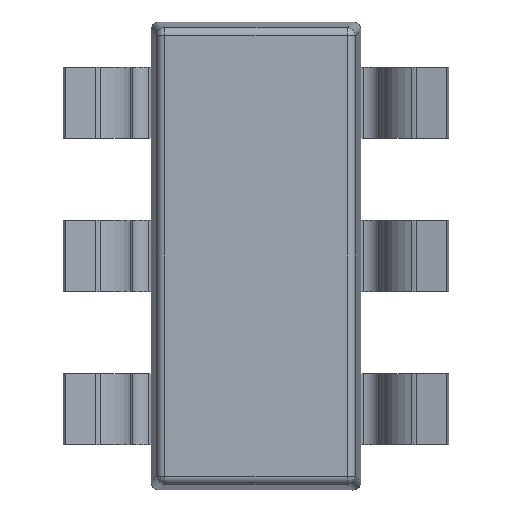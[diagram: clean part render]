
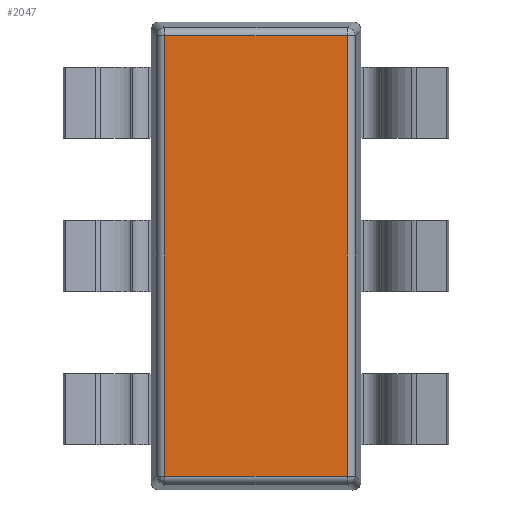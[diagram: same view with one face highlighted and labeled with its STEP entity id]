
A CAD part, front view. The second image highlights one B-rep face of the part: STEP entity #2047.
In plain terms, the highlighted planar face has unit normal (0, -1, 0).
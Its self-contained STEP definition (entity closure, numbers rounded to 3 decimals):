
#1144 = VERTEX_POINT('',#1145);
#1145 = CARTESIAN_POINT('',(-0.564,0.057,1.366));
#1154 = VERTEX_POINT('',#1155);
#1155 = CARTESIAN_POINT('',(-0.564,0.057,-1.366));
#1162 = EDGE_CURVE('',#1154,#1144,#1163,.T.);
#1163 = LINE('',#1164,#1165);
#1164 = CARTESIAN_POINT('',(-0.564,0.057,1.45));
#1165 = VECTOR('',#1166,1.);
#1166 = DIRECTION('',(0.,0.,1.));
#2047 = ADVANCED_FACE('',(#2048),#2073,.F.);
#2048 = FACE_BOUND('',#2049,.T.);
#2049 = EDGE_LOOP('',(#2050,#2058,#2059,#2067));
#2050 = ORIENTED_EDGE('',*,*,#2051,.F.);
#2051 = EDGE_CURVE('',#1144,#2052,#2054,.T.);
#2052 = VERTEX_POINT('',#2053);
#2053 = CARTESIAN_POINT('',(0.564,0.057,1.366));
#2054 = LINE('',#2055,#2056);
#2055 = CARTESIAN_POINT('',(0.608,0.057,1.366));
#2056 = VECTOR('',#2057,1.);
#2057 = DIRECTION('',(1.,0.,0.));
#2058 = ORIENTED_EDGE('',*,*,#1162,.F.);
#2059 = ORIENTED_EDGE('',*,*,#2060,.F.);
#2060 = EDGE_CURVE('',#2061,#1154,#2063,.T.);
#2061 = VERTEX_POINT('',#2062);
#2062 = CARTESIAN_POINT('',(0.564,0.057,-1.366));
#2063 = LINE('',#2064,#2065);
#2064 = CARTESIAN_POINT('',(0.608,0.057,-1.366));
#2065 = VECTOR('',#2066,1.);
#2066 = DIRECTION('',(-1.,0.,0.));
#2067 = ORIENTED_EDGE('',*,*,#2068,.F.);
#2068 = EDGE_CURVE('',#2052,#2061,#2069,.T.);
#2069 = LINE('',#2070,#2071);
#2070 = CARTESIAN_POINT('',(0.564,0.057,1.45));
#2071 = VECTOR('',#2072,1.);
#2072 = DIRECTION('',(0.,0.,-1.));
#2073 = PLANE('',#2074);
#2074 = AXIS2_PLACEMENT_3D('',#2075,#2076,#2077);
#2075 = CARTESIAN_POINT('',(0.608,0.057,1.45));
#2076 = DIRECTION('',(0.,1.,0.));
#2077 = DIRECTION('',(0.,0.,1.));
